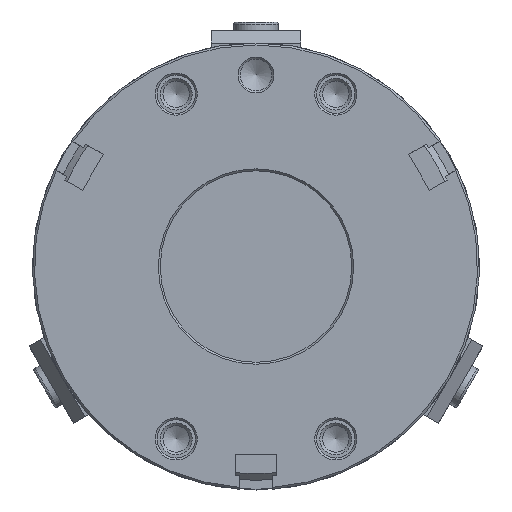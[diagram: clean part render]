
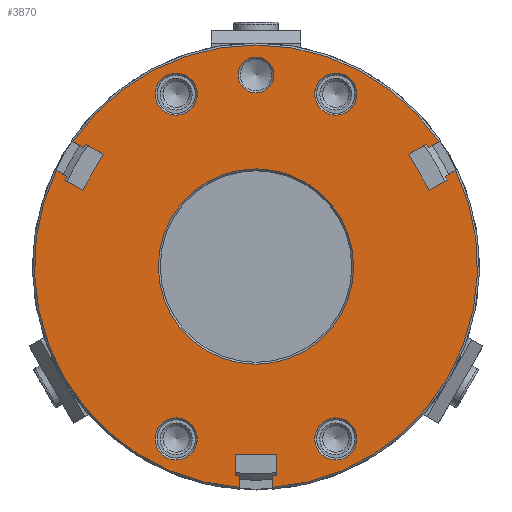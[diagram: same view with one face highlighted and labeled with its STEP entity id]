
A CAD part, front view. The second image highlights one B-rep face of the part: STEP entity #3870.
In plain terms, the highlighted planar face has unit normal (0, -1, 0).
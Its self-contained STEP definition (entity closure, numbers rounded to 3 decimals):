
#176=LINE('',#5350,#434);
#178=LINE('',#5364,#436);
#180=LINE('',#5373,#438);
#184=LINE('',#5381,#442);
#187=LINE('',#5392,#445);
#189=LINE('',#5401,#447);
#192=LINE('',#5412,#450);
#196=LINE('',#5439,#454);
#198=LINE('',#5453,#456);
#200=LINE('',#5462,#458);
#204=LINE('',#5470,#462);
#207=LINE('',#5481,#465);
#209=LINE('',#5490,#467);
#212=LINE('',#5501,#470);
#217=LINE('',#5527,#475);
#223=LINE('',#5560,#481);
#226=LINE('',#5576,#484);
#229=LINE('',#5587,#487);
#232=LINE('',#5593,#490);
#234=LINE('',#5603,#492);
#236=LINE('',#5610,#494);
#434=VECTOR('',#4437,1000.);
#436=VECTOR('',#4441,1000.);
#438=VECTOR('',#4445,1000.);
#442=VECTOR('',#4451,1000.);
#445=VECTOR('',#4456,1000.);
#447=VECTOR('',#4460,1000.);
#450=VECTOR('',#4465,1000.);
#454=VECTOR('',#4471,1000.);
#456=VECTOR('',#4475,1000.);
#458=VECTOR('',#4479,1000.);
#462=VECTOR('',#4485,1000.);
#465=VECTOR('',#4490,1000.);
#467=VECTOR('',#4494,1000.);
#470=VECTOR('',#4499,1000.);
#475=VECTOR('',#4506,1000.);
#481=VECTOR('',#4514,1000.);
#484=VECTOR('',#4519,1000.);
#487=VECTOR('',#4524,1000.);
#490=VECTOR('',#4529,1000.);
#492=VECTOR('',#4533,1000.);
#494=VECTOR('',#4537,1000.);
#673=PLANE('',#4103);
#787=CIRCLE('',#4085,34.7);
#788=CIRCLE('',#4087,34.7);
#797=CIRCLE('',#4102,34.7);
#798=CIRCLE('',#4104,15.3);
#799=CIRCLE('',#4105,3.3);
#800=CIRCLE('',#4106,3.3);
#801=CIRCLE('',#4107,3.3);
#802=CIRCLE('',#4108,3.3);
#803=CIRCLE('',#4109,2.8);
#1121=ORIENTED_EDGE('',*,*,#1854,.F.);
#1122=ORIENTED_EDGE('',*,*,#1855,.F.);
#1123=ORIENTED_EDGE('',*,*,#1856,.F.);
#1124=ORIENTED_EDGE('',*,*,#1857,.F.);
#1125=ORIENTED_EDGE('',*,*,#1858,.F.);
#1126=ORIENTED_EDGE('',*,*,#1859,.F.);
#1127=ORIENTED_EDGE('',*,*,#1820,.F.);
#1128=ORIENTED_EDGE('',*,*,#1853,.T.);
#1129=ORIENTED_EDGE('',*,*,#1802,.F.);
#1130=ORIENTED_EDGE('',*,*,#1798,.F.);
#1131=ORIENTED_EDGE('',*,*,#1795,.F.);
#1132=ORIENTED_EDGE('',*,*,#1791,.F.);
#1133=ORIENTED_EDGE('',*,*,#1787,.F.);
#1134=ORIENTED_EDGE('',*,*,#1784,.F.);
#1135=ORIENTED_EDGE('',*,*,#1780,.F.);
#1136=ORIENTED_EDGE('',*,*,#1844,.T.);
#1137=ORIENTED_EDGE('',*,*,#1772,.F.);
#1138=ORIENTED_EDGE('',*,*,#1768,.F.);
#1139=ORIENTED_EDGE('',*,*,#1765,.F.);
#1140=ORIENTED_EDGE('',*,*,#1761,.F.);
#1141=ORIENTED_EDGE('',*,*,#1757,.F.);
#1142=ORIENTED_EDGE('',*,*,#1754,.F.);
#1143=ORIENTED_EDGE('',*,*,#1750,.F.);
#1144=ORIENTED_EDGE('',*,*,#1843,.T.);
#1145=ORIENTED_EDGE('',*,*,#1810,.F.);
#1146=ORIENTED_EDGE('',*,*,#1825,.F.);
#1147=ORIENTED_EDGE('',*,*,#1829,.F.);
#1148=ORIENTED_EDGE('',*,*,#1832,.F.);
#1149=ORIENTED_EDGE('',*,*,#1835,.F.);
#1150=ORIENTED_EDGE('',*,*,#1838,.F.);
#1750=EDGE_CURVE('',#2140,#2141,#176,.T.);
#1754=EDGE_CURVE('',#2141,#2144,#178,.T.);
#1757=EDGE_CURVE('',#2144,#2146,#180,.T.);
#1761=EDGE_CURVE('',#2146,#2149,#184,.T.);
#1765=EDGE_CURVE('',#2149,#2152,#187,.T.);
#1768=EDGE_CURVE('',#2152,#2154,#189,.T.);
#1772=EDGE_CURVE('',#2154,#2157,#192,.T.);
#1780=EDGE_CURVE('',#2162,#2163,#196,.T.);
#1784=EDGE_CURVE('',#2163,#2166,#198,.T.);
#1787=EDGE_CURVE('',#2166,#2168,#200,.T.);
#1791=EDGE_CURVE('',#2168,#2171,#204,.T.);
#1795=EDGE_CURVE('',#2171,#2174,#207,.T.);
#1798=EDGE_CURVE('',#2174,#2176,#209,.T.);
#1802=EDGE_CURVE('',#2176,#2179,#212,.T.);
#1810=EDGE_CURVE('',#2186,#2187,#217,.T.);
#1820=EDGE_CURVE('',#2196,#2197,#223,.T.);
#1825=EDGE_CURVE('',#2200,#2186,#226,.T.);
#1829=EDGE_CURVE('',#2203,#2200,#229,.T.);
#1832=EDGE_CURVE('',#2205,#2203,#232,.T.);
#1835=EDGE_CURVE('',#2208,#2205,#234,.T.);
#1838=EDGE_CURVE('',#2197,#2208,#236,.T.);
#1843=EDGE_CURVE('',#2140,#2187,#787,.T.);
#1844=EDGE_CURVE('',#2162,#2157,#788,.T.);
#1853=EDGE_CURVE('',#2196,#2179,#797,.T.);
#1854=EDGE_CURVE('',#2211,#2211,#798,.F.);
#1855=EDGE_CURVE('',#2212,#2212,#799,.T.);
#1856=EDGE_CURVE('',#2213,#2213,#800,.T.);
#1857=EDGE_CURVE('',#2214,#2214,#801,.T.);
#1858=EDGE_CURVE('',#2215,#2215,#802,.T.);
#1859=EDGE_CURVE('',#2216,#2216,#803,.T.);
#2140=VERTEX_POINT('',#5349);
#2141=VERTEX_POINT('',#5351);
#2144=VERTEX_POINT('',#5365);
#2146=VERTEX_POINT('',#5374);
#2149=VERTEX_POINT('',#5382);
#2152=VERTEX_POINT('',#5393);
#2154=VERTEX_POINT('',#5402);
#2157=VERTEX_POINT('',#5413);
#2162=VERTEX_POINT('',#5438);
#2163=VERTEX_POINT('',#5440);
#2166=VERTEX_POINT('',#5454);
#2168=VERTEX_POINT('',#5463);
#2171=VERTEX_POINT('',#5471);
#2174=VERTEX_POINT('',#5482);
#2176=VERTEX_POINT('',#5491);
#2179=VERTEX_POINT('',#5502);
#2186=VERTEX_POINT('',#5526);
#2187=VERTEX_POINT('',#5528);
#2196=VERTEX_POINT('',#5559);
#2197=VERTEX_POINT('',#5561);
#2200=VERTEX_POINT('',#5575);
#2203=VERTEX_POINT('',#5586);
#2205=VERTEX_POINT('',#5592);
#2208=VERTEX_POINT('',#5602);
#2211=VERTEX_POINT('',#5641);
#2212=VERTEX_POINT('',#5643);
#2213=VERTEX_POINT('',#5645);
#2214=VERTEX_POINT('',#5647);
#2215=VERTEX_POINT('',#5649);
#2216=VERTEX_POINT('',#5651);
#2451=EDGE_LOOP('',(#1121));
#2452=EDGE_LOOP('',(#1122));
#2453=EDGE_LOOP('',(#1123));
#2454=EDGE_LOOP('',(#1124));
#2455=EDGE_LOOP('',(#1125));
#2456=EDGE_LOOP('',(#1126));
#2457=EDGE_LOOP('',(#1127,#1128,#1129,#1130,#1131,#1132,#1133,#1134,#1135,
#1136,#1137,#1138,#1139,#1140,#1141,#1142,#1143,#1144,#1145,#1146,#1147,
#1148,#1149,#1150));
#2691=FACE_BOUND('',#2451,.T.);
#2692=FACE_BOUND('',#2452,.T.);
#2693=FACE_BOUND('',#2453,.T.);
#2694=FACE_BOUND('',#2454,.T.);
#2695=FACE_BOUND('',#2455,.T.);
#2696=FACE_BOUND('',#2456,.T.);
#2697=FACE_BOUND('',#2457,.T.);
#3870=ADVANCED_FACE('',(#2691,#2692,#2693,#2694,#2695,#2696,#2697),#673,
 .F.);
#4085=AXIS2_PLACEMENT_3D('',#5619,#4554,#4555);
#4087=AXIS2_PLACEMENT_3D('',#5621,#4558,#4559);
#4102=AXIS2_PLACEMENT_3D('',#5638,#4588,#4589);
#4103=AXIS2_PLACEMENT_3D('',#5639,#4590,#4591);
#4104=AXIS2_PLACEMENT_3D('',#5640,#4592,#4593);
#4105=AXIS2_PLACEMENT_3D('',#5642,#4594,#4595);
#4106=AXIS2_PLACEMENT_3D('',#5644,#4596,#4597);
#4107=AXIS2_PLACEMENT_3D('',#5646,#4598,#4599);
#4108=AXIS2_PLACEMENT_3D('',#5648,#4600,#4601);
#4109=AXIS2_PLACEMENT_3D('',#5650,#4602,#4603);
#4437=DIRECTION('',(0.866,0.,-0.5));
#4441=DIRECTION('',(-0.5,0.,-0.866));
#4445=DIRECTION('',(0.866,0.,-0.5));
#4451=DIRECTION('',(0.5,0.,0.866));
#4456=DIRECTION('',(-0.866,0.,0.5));
#4460=DIRECTION('',(-0.5,0.,-0.866));
#4465=DIRECTION('',(-0.866,0.,0.5));
#4471=DIRECTION('',(-0.866,0.,-0.5));
#4475=DIRECTION('',(-0.5,0.,0.866));
#4479=DIRECTION('',(-0.866,0.,-0.5));
#4485=DIRECTION('',(0.5,0.,-0.866));
#4490=DIRECTION('',(0.866,0.,0.5));
#4494=DIRECTION('',(-0.5,0.,0.866));
#4499=DIRECTION('',(0.866,0.,0.5));
#4506=DIRECTION('',(0.,0.,-1.));
#4514=DIRECTION('',(0.,0.,1.));
#4519=DIRECTION('',(1.,0.,0.));
#4524=DIRECTION('',(0.,0.,-1.));
#4529=DIRECTION('',(-1.,0.,0.));
#4533=DIRECTION('',(0.,0.,1.));
#4537=DIRECTION('',(1.,0.,0.));
#4554=DIRECTION('',(0.,-1.,0.));
#4555=DIRECTION('',(0.,0.,-1.));
#4558=DIRECTION('',(0.,-1.,0.));
#4559=DIRECTION('',(0.,0.,-1.));
#4588=DIRECTION('',(0.,-1.,0.));
#4589=DIRECTION('',(0.,0.,-1.));
#4590=DIRECTION('',(0.,1.,0.));
#4591=DIRECTION('',(0.,0.,1.));
#4592=DIRECTION('',(0.,1.,0.));
#4593=DIRECTION('',(0.,0.,1.));
#4594=DIRECTION('',(0.,-1.,0.));
#4595=DIRECTION('',(0.,0.,-1.));
#4596=DIRECTION('',(0.,-1.,0.));
#4597=DIRECTION('',(0.,0.,-1.));
#4598=DIRECTION('',(0.,-1.,0.));
#4599=DIRECTION('',(0.,0.,-1.));
#4600=DIRECTION('',(0.,-1.,0.));
#4601=DIRECTION('',(0.,0.,-1.));
#4602=DIRECTION('',(0.,-1.,0.));
#4603=DIRECTION('',(0.,0.,-1.));
#5349=CARTESIAN_POINT('',(-31.267,0.,15.05));
#5350=CARTESIAN_POINT('',(-35.868,0.,17.706));
#5351=CARTESIAN_POINT('',(-29.619,0.,14.098));
#5364=CARTESIAN_POINT('',(-29.619,0.,14.098));
#5365=CARTESIAN_POINT('',(-29.944,0.,13.535));
#5373=CARTESIAN_POINT('',(-29.944,0.,13.535));
#5374=CARTESIAN_POINT('',(-27.173,0.,11.935));
#5381=CARTESIAN_POINT('',(-27.173,0.,11.935));
#5382=CARTESIAN_POINT('',(-23.923,0.,17.565));
#5392=CARTESIAN_POINT('',(-23.923,0.,17.565));
#5393=CARTESIAN_POINT('',(-26.694,0.,19.165));
#5401=CARTESIAN_POINT('',(-26.694,0.,19.165));
#5402=CARTESIAN_POINT('',(-27.019,0.,18.602));
#5412=CARTESIAN_POINT('',(-27.019,0.,18.602));
#5413=CARTESIAN_POINT('',(-28.667,0.,19.553));
#5438=CARTESIAN_POINT('',(28.667,0.,19.553));
#5439=CARTESIAN_POINT('',(33.268,0.,22.209));
#5440=CARTESIAN_POINT('',(27.019,0.,18.602));
#5453=CARTESIAN_POINT('',(27.019,0.,18.602));
#5454=CARTESIAN_POINT('',(26.694,0.,19.165));
#5462=CARTESIAN_POINT('',(26.694,0.,19.165));
#5463=CARTESIAN_POINT('',(23.923,0.,17.565));
#5470=CARTESIAN_POINT('',(23.923,0.,17.565));
#5471=CARTESIAN_POINT('',(27.173,0.,11.935));
#5481=CARTESIAN_POINT('',(27.173,0.,11.935));
#5482=CARTESIAN_POINT('',(29.944,0.,13.535));
#5490=CARTESIAN_POINT('',(29.944,0.,13.535));
#5491=CARTESIAN_POINT('',(29.619,0.,14.098));
#5501=CARTESIAN_POINT('',(29.619,0.,14.098));
#5502=CARTESIAN_POINT('',(31.267,0.,15.05));
#5526=CARTESIAN_POINT('',(-2.6,0.,-32.7));
#5527=CARTESIAN_POINT('',(-2.6,0.,-32.7));
#5528=CARTESIAN_POINT('',(-2.6,0.,-34.602));
#5559=CARTESIAN_POINT('',(2.6,0.,-34.602));
#5560=CARTESIAN_POINT('',(2.6,0.,-39.915));
#5561=CARTESIAN_POINT('',(2.6,0.,-32.7));
#5575=CARTESIAN_POINT('',(-3.25,0.,-32.7));
#5576=CARTESIAN_POINT('',(-3.25,0.,-32.7));
#5586=CARTESIAN_POINT('',(-3.25,0.,-29.5));
#5587=CARTESIAN_POINT('',(-3.25,0.,-29.5));
#5592=CARTESIAN_POINT('',(3.25,0.,-29.5));
#5593=CARTESIAN_POINT('',(3.25,0.,-29.5));
#5602=CARTESIAN_POINT('',(3.25,0.,-32.7));
#5603=CARTESIAN_POINT('',(3.25,0.,-32.7));
#5610=CARTESIAN_POINT('',(2.6,0.,-32.7));
#5619=CARTESIAN_POINT('',(0.,0.,0.));
#5621=CARTESIAN_POINT('',(0.,0.,0.));
#5638=CARTESIAN_POINT('',(0.,0.,0.));
#5639=CARTESIAN_POINT('',(34.7,0.,0.));
#5640=CARTESIAN_POINT('',(0.,0.,0.));
#5641=CARTESIAN_POINT('',(0.,0.,15.3));
#5642=CARTESIAN_POINT('',(-12.5,0.,-27.));
#5643=CARTESIAN_POINT('',(-12.5,0.,-30.3));
#5644=CARTESIAN_POINT('',(-12.5,0.,27.));
#5645=CARTESIAN_POINT('',(-12.5,0.,23.7));
#5646=CARTESIAN_POINT('',(12.5,0.,-27.));
#5647=CARTESIAN_POINT('',(12.5,0.,-30.3));
#5648=CARTESIAN_POINT('',(12.5,0.,27.));
#5649=CARTESIAN_POINT('',(12.5,0.,23.7));
#5650=CARTESIAN_POINT('',(0.,0.,30.));
#5651=CARTESIAN_POINT('',(0.,0.,27.2));
